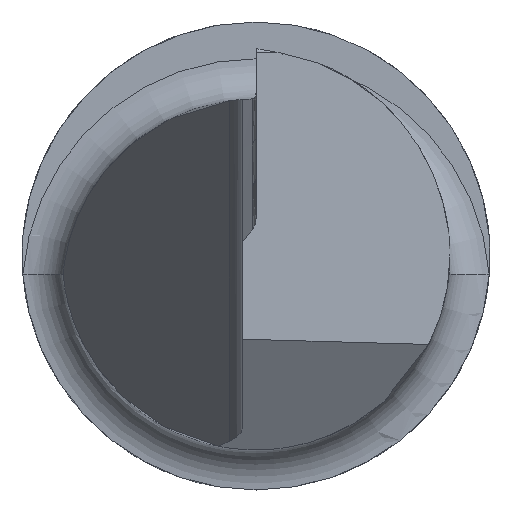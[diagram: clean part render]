
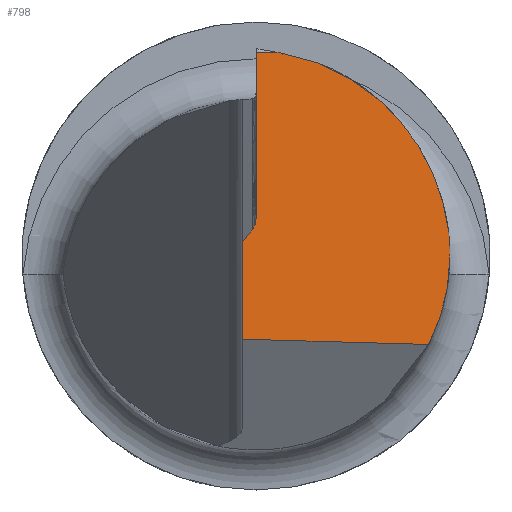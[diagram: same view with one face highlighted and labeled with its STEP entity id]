
A CAD part, left-side view. The second image highlights one B-rep face of the part: STEP entity #798.
In plain terms, the highlighted planar face has unit normal (-0.994, -0.104, -0.017).
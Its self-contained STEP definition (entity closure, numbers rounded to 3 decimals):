
#10 = CARTESIAN_POINT ( 'NONE',  ( -42.21, 0.059, 0.39 ) ) ;
#13 = CARTESIAN_POINT ( 'NONE',  ( -42.188, 0.128, -1.246 ) ) ;
#15 = VERTEX_POINT ( 'NONE', #475 ) ;
#21 = VECTOR ( 'NONE', #204, 1000. ) ;
#24 = CARTESIAN_POINT ( 'NONE',  ( -42.25, 0., 3.049 ) ) ;
#32 =( BOUNDED_CURVE ( )  B_SPLINE_CURVE ( 3, ( #466, #908, #180, #610 ),
 .UNSPECIFIED., .F., .F. ) 
 B_SPLINE_CURVE_WITH_KNOTS ( ( 4, 4 ),
 ( 2.977, 3.451 ),
 .UNSPECIFIED. ) 
 CURVE ( )  GEOMETRIC_REPRESENTATION_ITEM ( )  RATIONAL_B_SPLINE_CURVE ( ( 1., 0.981, 0.981, 1. ) ) 
 REPRESENTATION_ITEM ( '' )  );
#35 = EDGE_CURVE ( 'NONE', #579, #215, #873, .T. ) ;
#40 = CARTESIAN_POINT ( 'NONE',  ( -42.011, -2.162, 2.402 ) ) ;
#42 = CARTESIAN_POINT ( 'NONE',  ( -42.222, 0.2, 0.218 ) ) ;
#54 = VERTEX_POINT ( 'NONE', #686 ) ;
#62 = DIRECTION ( 'NONE',  ( -0.105, 0.995, 0. ) ) ;
#68 = ORIENTED_EDGE ( 'NONE', *, *, #35, .F. ) ;
#104 = CARTESIAN_POINT ( 'NONE',  ( -42.148, -0.939, 2.885 ) ) ;
#106 = EDGE_LOOP ( 'NONE', ( #455, #138, #296, #68, #824, #833, #143, #402, #825, #396, #905 ) ) ;
#134 = LINE ( 'NONE', #524, #449 ) ;
#138 = ORIENTED_EDGE ( 'NONE', *, *, #498, .T. ) ;
#143 = ORIENTED_EDGE ( 'NONE', *, *, #758, .F. ) ;
#156 = DIRECTION ( 'NONE',  ( 0.994, 0.105, 0.017 ) ) ;
#167 = EDGE_CURVE ( 'NONE', #15, #510, #776, .T. ) ;
#171 = LINE ( 'NONE', #13, #489 ) ;
#172 = CARTESIAN_POINT ( 'NONE',  ( -42.148, -0.939, 2.885 ) ) ;
#180 = CARTESIAN_POINT ( 'NONE',  ( -41.887, -2.792, -0.912 ) ) ;
#204 = DIRECTION ( 'NONE',  ( -0.017, 0., 1. ) ) ;
#215 = VERTEX_POINT ( 'NONE', #346 ) ;
#266 = B_SPLINE_CURVE_WITH_KNOTS ( 'NONE', 3,
 ( #910, #612, #831, #317 ),
 .UNSPECIFIED., .F., .F.,
 ( 4, 4 ),
 ( 0., 0. ),
 .UNSPECIFIED. ) ;
#296 = ORIENTED_EDGE ( 'NONE', *, *, #350, .F. ) ;
#313 = CARTESIAN_POINT ( 'NONE',  ( -41.892, -2.9, 0. ) ) ;
#317 = CARTESIAN_POINT ( 'NONE',  ( -42.21, 0.059, 0.39 ) ) ;
#319 = CARTESIAN_POINT ( 'NONE',  ( -42.207, 0.02, 0.436 ) ) ;
#324 =( BOUNDED_CURVE ( )  B_SPLINE_CURVE ( 3, ( #172, #40, #757, #313 ),
 .UNSPECIFIED., .F., .F. ) 
 B_SPLINE_CURVE_WITH_KNOTS ( ( 4, 4 ),
 ( 1.782, 2.978 ),
 .UNSPECIFIED. ) 
 CURVE ( )  GEOMETRIC_REPRESENTATION_ITEM ( )  RATIONAL_B_SPLINE_CURVE ( ( 1., 0.884, 0.884, 1. ) ) 
 REPRESENTATION_ITEM ( '' )  );
#327 = CARTESIAN_POINT ( 'NONE',  ( -41.603, -5.65, 0. ) ) ;
#332 = CARTESIAN_POINT ( 'NONE',  ( -42.168, -0.765, 2.947 ) ) ;
#334 = LINE ( 'NONE', #702, #747 ) ;
#340 = DIRECTION ( 'NONE',  ( 0.105, -0.994, -0.028 ) ) ;
#344 = EDGE_CURVE ( 'NONE', #568, #510, #266, .T. ) ;
#345 = CARTESIAN_POINT ( 'NONE',  ( -42.196, 0.2, -1.244 ) ) ;
#346 = CARTESIAN_POINT ( 'NONE',  ( -41.892, -2.9, 0. ) ) ;
#350 = EDGE_CURVE ( 'NONE', #215, #54, #32, .T. ) ;
#369 = DIRECTION ( 'NONE',  ( 0.106, -0.978, -0.182 ) ) ;
#396 = ORIENTED_EDGE ( 'NONE', *, *, #167, .T. ) ;
#402 = ORIENTED_EDGE ( 'NONE', *, *, #487, .F. ) ;
#410 = CARTESIAN_POINT ( 'NONE',  ( -42.148, -0.939, 2.885 ) ) ;
#412 = B_SPLINE_CURVE_WITH_KNOTS ( 'NONE', 3,
 ( #853, #778, #332, #410 ),
 .UNSPECIFIED., .F., .F.,
 ( 4, 4 ),
 ( 0., 0.001 ),
 .UNSPECIFIED. ) ;
#438 = CARTESIAN_POINT ( 'NONE',  ( -42.323, 0.664, 3.228 ) ) ;
#448 = DIRECTION ( 'NONE',  ( 0.017, 0., -1. ) ) ;
#449 = VECTOR ( 'NONE', #448, 1000. ) ;
#455 = ORIENTED_EDGE ( 'NONE', *, *, #843, .T. ) ;
#466 = CARTESIAN_POINT ( 'NONE',  ( -41.892, -2.9, 0. ) ) ;
#467 = AXIS2_PLACEMENT_3D ( 'NONE', #24, #156, #661 ) ;
#475 = CARTESIAN_POINT ( 'NONE',  ( -42.206, 0., 0.556 ) ) ;
#477 = EDGE_CURVE ( 'NONE', #548, #595, #412, .T. ) ;
#487 = EDGE_CURVE ( 'NONE', #587, #560, #334, .T. ) ;
#489 = VECTOR ( 'NONE', #340, 1000. ) ;
#498 = EDGE_CURVE ( 'NONE', #530, #54, #171, .T. ) ;
#510 = VERTEX_POINT ( 'NONE', #10 ) ;
#524 = CARTESIAN_POINT ( 'NONE',  ( -42.157, 0.2, -3.498 ) ) ;
#529 = CARTESIAN_POINT ( 'NONE',  ( -42.206, 0., 0.556 ) ) ;
#530 = VERTEX_POINT ( 'NONE', #345 ) ;
#533 = CARTESIAN_POINT ( 'NONE',  ( -42.205, 0., 0.496 ) ) ;
#545 = CARTESIAN_POINT ( 'NONE',  ( -41.892, -2.9, 0. ) ) ;
#548 = VERTEX_POINT ( 'NONE', #608 ) ;
#560 = VERTEX_POINT ( 'NONE', #827 ) ;
#568 = VERTEX_POINT ( 'NONE', #42 ) ;
#579 = VERTEX_POINT ( 'NONE', #545 ) ;
#587 = VERTEX_POINT ( 'NONE', #749 ) ;
#595 = VERTEX_POINT ( 'NONE', #104 ) ;
#608 = CARTESIAN_POINT ( 'NONE',  ( -42.208, -0.4, 3.03 ) ) ;
#610 = CARTESIAN_POINT ( 'NONE',  ( -41.902, -2.581, -1.323 ) ) ;
#611 = EDGE_CURVE ( 'NONE', #15, #587, #787, .T. ) ;
#612 = CARTESIAN_POINT ( 'NONE',  ( -42.218, 0.153, 0.275 ) ) ;
#625 = DIRECTION ( 'NONE',  ( 0.105, -0.995, 0.002 ) ) ;
#657 = VECTOR ( 'NONE', #62, 1000. ) ;
#661 = DIRECTION ( 'NONE',  ( -0.105, 0.995, 0. ) ) ;
#686 = CARTESIAN_POINT ( 'NONE',  ( -41.902, -2.581, -1.323 ) ) ;
#692 = VECTOR ( 'NONE', #369, 1000. ) ;
#702 = CARTESIAN_POINT ( 'NONE',  ( -42.25, 0., 3.049 ) ) ;
#714 = CARTESIAN_POINT ( 'NONE',  ( -43.113, 0., 52.477 ) ) ;
#736 = PLANE ( 'NONE',  #467 ) ;
#747 = VECTOR ( 'NONE', #625, 1000. ) ;
#749 = CARTESIAN_POINT ( 'NONE',  ( -42.25, 0., 3.049 ) ) ;
#757 = CARTESIAN_POINT ( 'NONE',  ( -41.915, -2.901, 1.315 ) ) ;
#758 = EDGE_CURVE ( 'NONE', #560, #548, #889, .T. ) ;
#776 = B_SPLINE_CURVE_WITH_KNOTS ( 'NONE', 3,
 ( #529, #533, #319, #832 ),
 .UNSPECIFIED., .F., .F.,
 ( 4, 4 ),
 ( 0., 0. ),
 .UNSPECIFIED. ) ;
#778 = CARTESIAN_POINT ( 'NONE',  ( -42.188, -0.585, 2.996 ) ) ;
#787 = LINE ( 'NONE', #714, #21 ) ;
#798 = ADVANCED_FACE ( 'NONE', ( #867 ), #736, .F. ) ;
#824 = ORIENTED_EDGE ( 'NONE', *, *, #875, .F. ) ;
#825 = ORIENTED_EDGE ( 'NONE', *, *, #611, .F. ) ;
#827 = CARTESIAN_POINT ( 'NONE',  ( -42.219, -0.296, 3.05 ) ) ;
#831 = CARTESIAN_POINT ( 'NONE',  ( -42.214, 0.106, 0.332 ) ) ;
#832 = CARTESIAN_POINT ( 'NONE',  ( -42.21, 0.059, 0.39 ) ) ;
#833 = ORIENTED_EDGE ( 'NONE', *, *, #477, .F. ) ;
#843 = EDGE_CURVE ( 'NONE', #568, #530, #134, .T. ) ;
#853 = CARTESIAN_POINT ( 'NONE',  ( -42.208, -0.4, 3.03 ) ) ;
#867 = FACE_OUTER_BOUND ( 'NONE', #106, .T. ) ;
#873 = LINE ( 'NONE', #327, #657 ) ;
#875 = EDGE_CURVE ( 'NONE', #595, #579, #324, .T. ) ;
#889 = LINE ( 'NONE', #438, #692 ) ;
#905 = ORIENTED_EDGE ( 'NONE', *, *, #344, .F. ) ;
#908 = CARTESIAN_POINT ( 'NONE',  ( -41.884, -2.9, -0.462 ) ) ;
#910 = CARTESIAN_POINT ( 'NONE',  ( -42.222, 0.2, 0.218 ) ) ;
